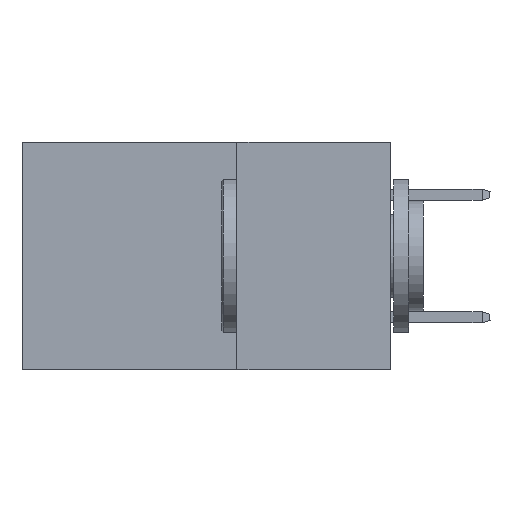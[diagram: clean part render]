
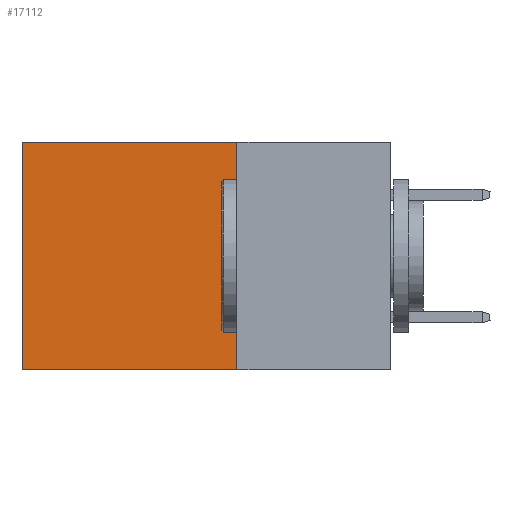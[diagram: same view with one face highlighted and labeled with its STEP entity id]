
A CAD part, left-side view. The second image highlights one B-rep face of the part: STEP entity #17112.
In plain terms, the highlighted planar face has unit normal (-1, 0, 0).
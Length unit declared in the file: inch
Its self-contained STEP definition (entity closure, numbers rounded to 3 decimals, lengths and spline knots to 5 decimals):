
#979 = DIRECTION ( 'NONE',  ( 0., 0., -1. ) ) ;
#1169 = ORIENTED_EDGE ( 'NONE', *, *, #23115, .T. ) ;
#1310 = EDGE_CURVE ( 'NONE', #32210, #25489, #18702, .T. ) ;
#3045 = CARTESIAN_POINT ( 'NONE',  ( 0.2875, 0.25, -0.37 ) ) ;
#4901 = CARTESIAN_POINT ( 'NONE',  ( 0.2875, 0.6, 0. ) ) ;
#6390 = DIRECTION ( 'NONE',  ( 1., 0., 0. ) ) ;
#7895 = DIRECTION ( 'NONE',  ( 0., 1., 0. ) ) ;
#8110 = CARTESIAN_POINT ( 'NONE',  ( 0.2875, 0.25, 0. ) ) ;
#10624 = FACE_OUTER_BOUND ( 'NONE', #15974, .T. ) ;
#10903 = VECTOR ( 'NONE', #16283, 39.37008 ) ;
#11263 = PLANE ( 'NONE',  #22900 ) ;
#11959 = VERTEX_POINT ( 'NONE', #25211 ) ;
#12287 = ORIENTED_EDGE ( 'NONE', *, *, #22409, .F. ) ;
#13548 = VECTOR ( 'NONE', #15121, 39.37008 ) ;
#14233 = VERTEX_POINT ( 'NONE', #8110 ) ;
#14542 = VECTOR ( 'NONE', #7895, 39.37008 ) ;
#15121 = DIRECTION ( 'NONE',  ( 0., 0., -1. ) ) ;
#15974 = EDGE_LOOP ( 'NONE', ( #17975, #24598, #12287, #1169 ) ) ;
#16283 = DIRECTION ( 'NONE',  ( 0., 0., -1. ) ) ;
#17112 = ADVANCED_FACE ( 'NONE', ( #10624 ), #11263, .F. ) ;
#17155 = LINE ( 'NONE', #3045, #29267 ) ;
#17666 = EDGE_CURVE ( 'NONE', #11959, #25489, #17155, .T. ) ;
#17975 = ORIENTED_EDGE ( 'NONE', *, *, #1310, .T. ) ;
#18307 = CARTESIAN_POINT ( 'NONE',  ( 0.2875, 0.25, 0. ) ) ;
#18702 = LINE ( 'NONE', #19396, #10903 ) ;
#19396 = CARTESIAN_POINT ( 'NONE',  ( 0.2875, 0.6, 0. ) ) ;
#21427 = DIRECTION ( 'NONE',  ( 0., 1., 0. ) ) ;
#21451 = LINE ( 'NONE', #18307, #14542 ) ;
#21663 = CARTESIAN_POINT ( 'NONE',  ( 0.2875, 0.25, 0. ) ) ;
#22101 = LINE ( 'NONE', #33042, #13548 ) ;
#22409 = EDGE_CURVE ( 'NONE', #14233, #11959, #22101, .T. ) ;
#22900 = AXIS2_PLACEMENT_3D ( 'NONE', #21663, #6390, #979 ) ;
#23115 = EDGE_CURVE ( 'NONE', #14233, #32210, #21451, .T. ) ;
#24598 = ORIENTED_EDGE ( 'NONE', *, *, #17666, .F. ) ;
#25211 = CARTESIAN_POINT ( 'NONE',  ( 0.2875, 0.25, -0.37 ) ) ;
#25489 = VERTEX_POINT ( 'NONE', #32324 ) ;
#29267 = VECTOR ( 'NONE', #21427, 39.37008 ) ;
#32210 = VERTEX_POINT ( 'NONE', #4901 ) ;
#32324 = CARTESIAN_POINT ( 'NONE',  ( 0.2875, 0.6, -0.37 ) ) ;
#33042 = CARTESIAN_POINT ( 'NONE',  ( 0.2875, 0.25, 0. ) ) ;
